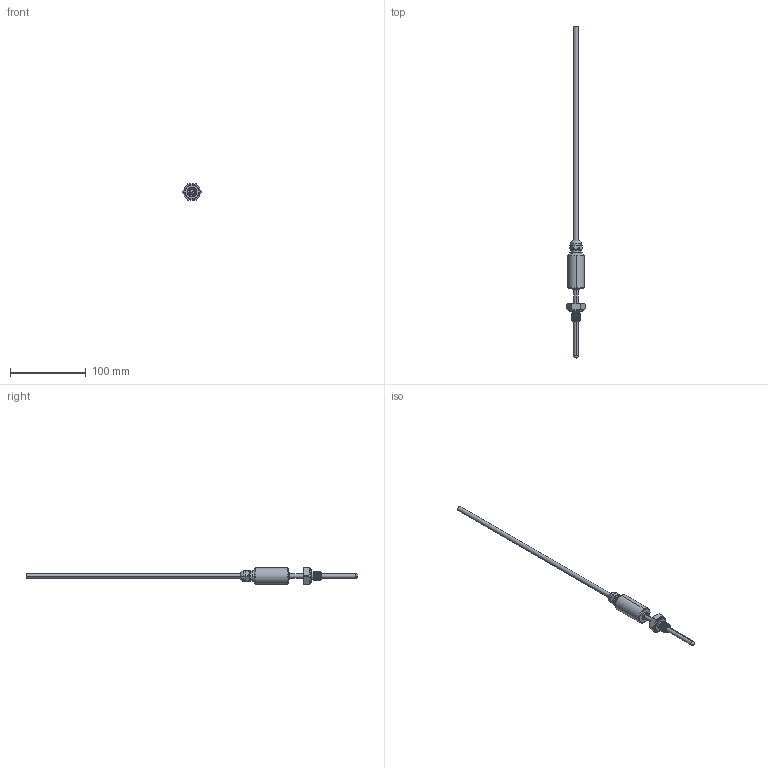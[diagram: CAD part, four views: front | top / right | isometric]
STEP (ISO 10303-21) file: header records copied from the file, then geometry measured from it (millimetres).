
FILE_DESCRIPTION (( 'STEP AP214' ), '1' );
FILE_NAME ('SRTH600-203-2202_3D.STEP', '2022-03-10T22:03:46', ( '' ), ( '' ), 'SwSTEP 2.0', 'SolidWorks 2021', '' );
FILE_SCHEMA (( 'AUTOMOTIVE_DESIGN' ));
Length unit declared in the file: inch
Products named in the file (5): A2_1; SRTH600-203-2202_3D; M12X1FANGSHUIJIETOUZP_1_ASM_1; A1_1; MANIFOLD_SOLID_BREP_3707_1
Assembly tree (4 placements, depth 3):
  SRTH600-203-2202_3D
    A1_1
    M12X1FANGSHUIJIETOUZP_1_ASM_1
      MANIFOLD_SOLID_BREP_3707_1
    A2_1
Bounding box: 25 x 439 x 22 mm (x, y, z)
Volume: 36623 mm3; surface area: 15049.2 mm2
Topology: 3 solids, 3 shells, 174 faces, 455 edges, 296 vertices
Faces by surface type: cylinder 65, cone 54, plane 36, bspline 17, torus 2
Entity records: 11256 total; most frequent: CARTESIAN_POINT 7113, ORIENTED_EDGE 902, DIRECTION 723, EDGE_CURVE 451, AXIS2_PLACEMENT_3D 309, VERTEX_POINT 296, B_SPLINE_CURVE_WITH_KNOTS 202, EDGE_LOOP 187
